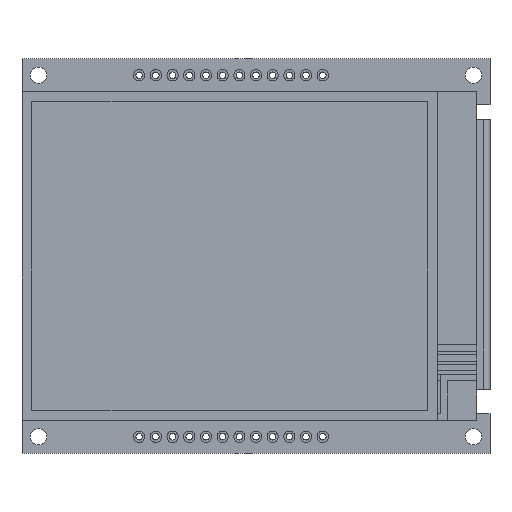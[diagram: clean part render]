
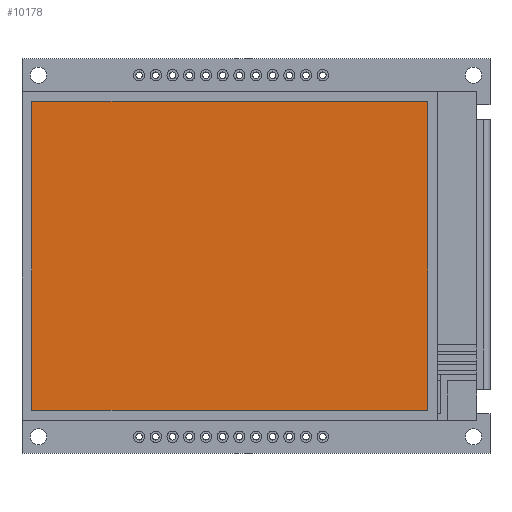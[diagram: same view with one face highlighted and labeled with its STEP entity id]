
A CAD part, top view. The second image highlights one B-rep face of the part: STEP entity #10178.
In plain terms, the highlighted planar face has unit normal (0, 0, 1).
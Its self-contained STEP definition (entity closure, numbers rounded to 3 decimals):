
#10019=CARTESIAN_POINT('',(26.1,23.5,6.55));
#10020=VERTEX_POINT('',#10019);
#10021=CARTESIAN_POINT('',(-34.1,23.5,6.55));
#10022=VERTEX_POINT('',#10021);
#10023=CARTESIAN_POINT('',(26.1,23.5,6.55));
#10024=DIRECTION('',(-1.0,0.0,0.0));
#10025=VECTOR('',#10024,60.2);
#10026=LINE('',#10023,#10025);
#10027=EDGE_CURVE('',#10020,#10022,#10026,.T.);
#10050=CARTESIAN_POINT('',(26.1,-23.5,6.55));
#10051=VERTEX_POINT('',#10050);
#10052=CARTESIAN_POINT('',(26.1,-23.5,6.55));
#10053=DIRECTION('',(0.0,1.0,0.0));
#10054=VECTOR('',#10053,47.0);
#10055=LINE('',#10052,#10054);
#10056=EDGE_CURVE('',#10051,#10020,#10055,.T.);
#10074=CARTESIAN_POINT('',(-34.1,-23.5,6.55));
#10075=VERTEX_POINT('',#10074);
#10076=CARTESIAN_POINT('',(-34.1,-23.5,6.55));
#10077=DIRECTION('',(1.0,0.0,0.0));
#10078=VECTOR('',#10077,60.2);
#10079=LINE('',#10076,#10078);
#10080=EDGE_CURVE('',#10075,#10051,#10079,.T.);
#10098=CARTESIAN_POINT('',(-34.1,23.5,6.55));
#10099=DIRECTION('',(0.0,-1.0,0.0));
#10100=VECTOR('',#10099,47.0);
#10101=LINE('',#10098,#10100);
#10102=EDGE_CURVE('',#10022,#10075,#10101,.T.);
#10167=CARTESIAN_POINT('',(-4.0,0.0,6.55));
#10168=DIRECTION('',(0.0,0.0,1.0));
#10169=DIRECTION('',(1.0,0.0,0.0));
#10170=AXIS2_PLACEMENT_3D('',#10167,#10168,#10169);
#10171=PLANE('',#10170);
#10172=ORIENTED_EDGE('',*,*,#10027,.T.);
#10173=ORIENTED_EDGE('',*,*,#10102,.T.);
#10174=ORIENTED_EDGE('',*,*,#10080,.T.);
#10175=ORIENTED_EDGE('',*,*,#10056,.T.);
#10176=EDGE_LOOP('',(#10172,#10173,#10174,#10175));
#10177=FACE_OUTER_BOUND('',#10176,.T.);
#10178=ADVANCED_FACE('',(#10177),#10171,.T.);
